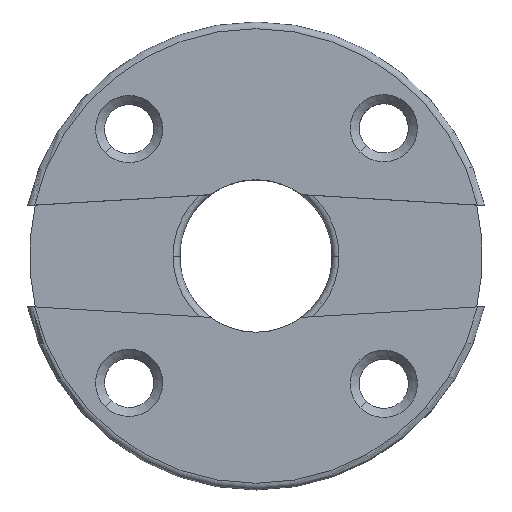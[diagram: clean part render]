
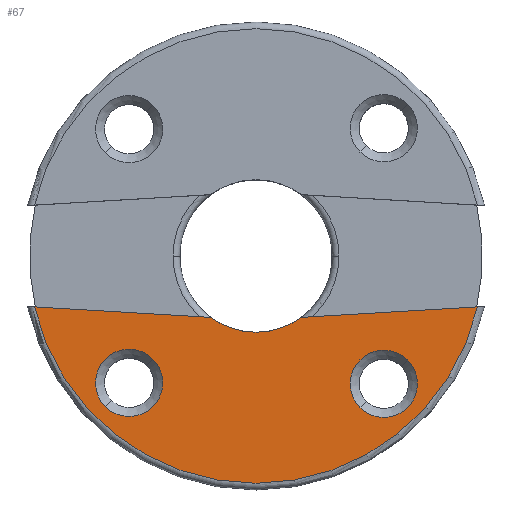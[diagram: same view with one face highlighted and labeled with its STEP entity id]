
A CAD part, top view. The second image highlights one B-rep face of the part: STEP entity #67.
In plain terms, the highlighted planar face has unit normal (0, 0, 1).
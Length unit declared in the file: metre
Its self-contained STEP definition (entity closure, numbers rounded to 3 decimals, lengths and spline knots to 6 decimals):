
#67=ADVANCED_FACE('0:29',(#129,#130,#131),#132,.F.);
#129=FACE_BOUND('',#213,.T.);
#130=FACE_OUTER_BOUND('',#214,.T.);
#131=FACE_BOUND('',#215,.T.);
#132=PLANE('',#216);
#213=EDGE_LOOP('',(#392,#393));
#214=EDGE_LOOP('',(#394,#395,#396,#397));
#215=EDGE_LOOP('',(#398,#399));
#216=AXIS2_PLACEMENT_3D('',#400,#401,#402);
#392=ORIENTED_EDGE('',*,*,#591,.F.);
#393=ORIENTED_EDGE('',*,*,#642,.F.);
#394=ORIENTED_EDGE('',*,*,#572,.F.);
#395=ORIENTED_EDGE('',*,*,#643,.T.);
#396=ORIENTED_EDGE('',*,*,#610,.T.);
#397=ORIENTED_EDGE('',*,*,#644,.T.);
#398=ORIENTED_EDGE('',*,*,#630,.F.);
#399=ORIENTED_EDGE('',*,*,#645,.F.);
#400=CARTESIAN_POINT('',(-0.031183,-0.064129,0.015009));
#401=DIRECTION('',(0.,0.,-1.0));
#402=DIRECTION('',(-1.0,0.,0.));
#572=EDGE_CURVE('0:131',#673,#675,#676,.T.);
#591=EDGE_CURVE('0:128',#709,#707,#711,.F.);
#610=EDGE_CURVE('0:137',#748,#746,#749,.F.);
#630=EDGE_CURVE('0:143',#784,#782,#786,.T.);
#642=EDGE_CURVE('0:128',#707,#709,#800,.F.);
#643=EDGE_CURVE('0:134',#673,#748,#801,.F.);
#644=EDGE_CURVE('0:140',#746,#675,#802,.F.);
#645=EDGE_CURVE('0:143',#782,#784,#803,.T.);
#673=VERTEX_POINT('',#837);
#675=VERTEX_POINT('',#854);
#676=CIRCLE('',#855,0.010134);
#707=VERTEX_POINT('',#937);
#709=VERTEX_POINT('',#940);
#711=CIRCLE('',#943,0.0015);
#746=VERTEX_POINT('',#1015);
#748=VERTEX_POINT('',#1018);
#749=CIRCLE('',#1019,0.0034);
#782=VERTEX_POINT('',#1074);
#784=VERTEX_POINT('',#1077);
#786=CIRCLE('',#1080,0.0015);
#800=CIRCLE('',#1096,0.0015);
#801=LINE('',#1097,#1098);
#802=LINE('',#1099,#1100);
#803=CIRCLE('',#1101,0.0015);
#837=CARTESIAN_POINT('',(-0.021306,-0.066395,0.015009));
#854=CARTESIAN_POINT('',(-0.04106,-0.066395,0.015009));
#855=AXIS2_PLACEMENT_3D('',#1201,#1202,#1203);
#937=CARTESIAN_POINT('',(-0.03578,-0.068723,0.015009));
#940=CARTESIAN_POINT('',(-0.037902,-0.070845,0.015009));
#943=AXIS2_PLACEMENT_3D('',#1233,#1234,#1235);
#1015=CARTESIAN_POINT('',(-0.033201,-0.066862,0.015009));
#1018=CARTESIAN_POINT('',(-0.029165,-0.066862,0.015009));
#1019=AXIS2_PLACEMENT_3D('',#1271,#1272,#1273);
#1074=CARTESIAN_POINT('',(-0.024425,-0.068762,0.015009));
#1077=CARTESIAN_POINT('',(-0.026546,-0.070884,0.015009));
#1080=AXIS2_PLACEMENT_3D('',#1310,#1311,#1312);
#1096=AXIS2_PLACEMENT_3D('',#1342,#1343,#1344);
#1097=CARTESIAN_POINT('',(-0.027192,-0.066745,0.015009));
#1098=VECTOR('',#1345,1.0);
#1099=CARTESIAN_POINT('',(-0.035174,-0.066745,0.015009));
#1100=VECTOR('',#1346,1.0);
#1101=AXIS2_PLACEMENT_3D('',#1347,#1348,#1349);
#1201=CARTESIAN_POINT('',(-0.031183,-0.064126,0.015009));
#1202=DIRECTION('',(0.,0.,-1.0));
#1203=DIRECTION('',(0.,-1.0,0.));
#1233=CARTESIAN_POINT('',(-0.036841,-0.069784,0.015009));
#1234=DIRECTION('',(0.,0.,-1.0));
#1235=DIRECTION('',(0.707,0.707,0.));
#1271=CARTESIAN_POINT('',(-0.031183,-0.064126,0.015009));
#1272=DIRECTION('',(0.,0.,1.0));
#1273=DIRECTION('',(0.707,0.707,0.));
#1310=CARTESIAN_POINT('',(-0.025486,-0.069823,0.015009));
#1311=DIRECTION('',(0.,0.,1.0));
#1312=DIRECTION('',(0.707,0.707,0.));
#1342=CARTESIAN_POINT('',(-0.036841,-0.069784,0.015009));
#1343=DIRECTION('',(0.,0.,-1.0));
#1344=DIRECTION('',(0.707,0.707,0.));
#1345=DIRECTION('',(0.998,0.059,0.));
#1346=DIRECTION('',(0.998,-0.059,0.));
#1347=CARTESIAN_POINT('',(-0.025486,-0.069823,0.015009));
#1348=DIRECTION('',(0.,0.,1.0));
#1349=DIRECTION('',(0.707,0.707,0.));
